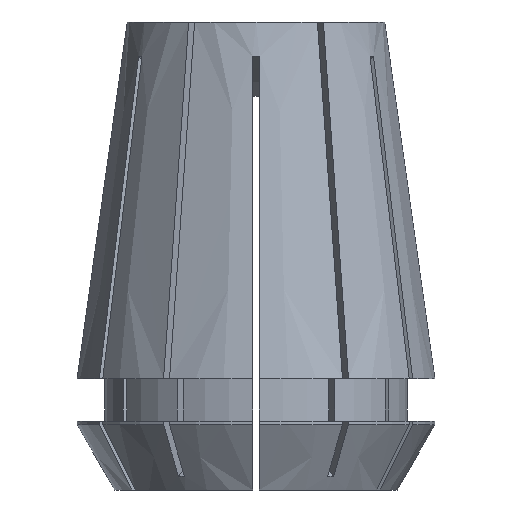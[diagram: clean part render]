
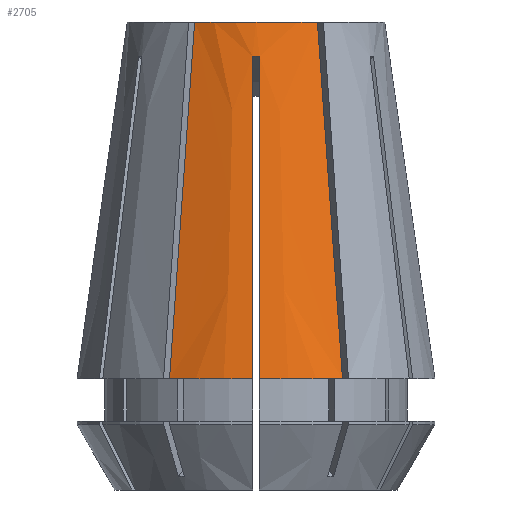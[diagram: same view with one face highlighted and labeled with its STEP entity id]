
A CAD part, front view. The second image highlights one B-rep face of the part: STEP entity #2705.
In plain terms, the highlighted conical face has half-angle 8 degrees and reference radius 13 mm.
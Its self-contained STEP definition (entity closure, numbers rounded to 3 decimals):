
#212 = VERTEX_POINT ( 'NONE', #4219 ) ;
#341 = B_SPLINE_CURVE_WITH_KNOTS ( 'NONE', 3,
 ( #3671, #4735, #1399, #1761, #2500, #1000, #3223 ),
 .UNSPECIFIED., .F., .F.,
 ( 4, 3, 4 ),
 ( 0., 0.016, 0.026 ),
 .UNSPECIFIED. ) ;
#476 = CARTESIAN_POINT ( 'NONE',  ( 0., 0., 0. ) ) ;
#544 = CARTESIAN_POINT ( 'NONE',  ( 0., 0., -25.9 ) ) ;
#626 = EDGE_CURVE ( 'NONE', #1764, #1645, #1916, .T. ) ;
#633 = AXIS2_PLACEMENT_3D ( 'NONE', #4778, #2552, #2942 ) ;
#681 = CARTESIAN_POINT ( 'NONE',  ( 4.843, -8.889, -5.424 ) ) ;
#728 = DIRECTION ( 'NONE',  ( 1., 0., 0. ) ) ;
#818 = CARTESIAN_POINT ( 'NONE',  ( 0.25, -11.902, -18.101 ) ) ;
#833 = EDGE_CURVE ( 'NONE', #1299, #2195, #341, .T. ) ;
#834 = CARTESIAN_POINT ( 'NONE',  ( 0.25, -12.998, -25.9 ) ) ;
#855 = AXIS2_PLACEMENT_3D ( 'NONE', #3175, #4320, #3558 ) ;
#930 = EDGE_CURVE ( 'NONE', #2759, #212, #2816, .T. ) ;
#938 = AXIS2_PLACEMENT_3D ( 'NONE', #476, #2098, #728 ) ;
#1000 = CARTESIAN_POINT ( 'NONE',  ( -6.057, -10.991, -22.691 ) ) ;
#1129 = EDGE_LOOP ( 'NONE', ( #1533, #3017, #3625, #2199, #2682, #1541, #2210, #1287 ) ) ;
#1143 = CARTESIAN_POINT ( 'NONE',  ( -0.083, -9.713, -2.499 ) ) ;
#1238 = DIRECTION ( 'NONE',  ( 0., 0., 1. ) ) ;
#1269 = CARTESIAN_POINT ( 'NONE',  ( 6.282, -11.382, -25.9 ) ) ;
#1287 = ORIENTED_EDGE ( 'NONE', *, *, #626, .T. ) ;
#1299 = VERTEX_POINT ( 'NONE', #2123 ) ;
#1399 = CARTESIAN_POINT ( 'NONE',  ( -5.225, -9.549, -10.849 ) ) ;
#1414 = EDGE_CURVE ( 'NONE', #2226, #1645, #3410, .T. ) ;
#1475 = CARTESIAN_POINT ( 'NONE',  ( 0.25, -9.709, -2.502 ) ) ;
#1510 = EDGE_CURVE ( 'NONE', #1764, #212, #4488, .T. ) ;
#1533 = ORIENTED_EDGE ( 'NONE', *, *, #1414, .F. ) ;
#1540 = CARTESIAN_POINT ( 'NONE',  ( 0.083, -9.713, -2.499 ) ) ;
#1541 = ORIENTED_EDGE ( 'NONE', *, *, #930, .T. ) ;
#1645 = VERTEX_POINT ( 'NONE', #1269 ) ;
#1761 = CARTESIAN_POINT ( 'NONE',  ( -5.606, -10.21, -16.273 ) ) ;
#1764 = VERTEX_POINT ( 'NONE', #2997 ) ;
#1769 = CARTESIAN_POINT ( 'NONE',  ( 5.831, -10.6, -19.482 ) ) ;
#1916 = CIRCLE ( 'NONE', #855, 13. ) ;
#2098 = DIRECTION ( 'NONE',  ( 0., 0., 1. ) ) ;
#2123 = CARTESIAN_POINT ( 'NONE',  ( -4.462, -8.228, 0. ) ) ;
#2195 = VERTEX_POINT ( 'NONE', #3400 ) ;
#2199 = ORIENTED_EDGE ( 'NONE', *, *, #4460, .T. ) ;
#2210 = ORIENTED_EDGE ( 'NONE', *, *, #1510, .F. ) ;
#2226 = VERTEX_POINT ( 'NONE', #3181 ) ;
#2305 = VERTEX_POINT ( 'NONE', #4031 ) ;
#2352 = CONICAL_SURFACE ( 'NONE', #633, 13., 0.14 ) ;
#2500 = CARTESIAN_POINT ( 'NONE',  ( -5.831, -10.6, -19.482 ) ) ;
#2529 = EDGE_CURVE ( 'NONE', #1299, #2226, #3533, .T. ) ;
#2552 = DIRECTION ( 'NONE',  ( 0., 0., -1. ) ) ;
#2589 = CARTESIAN_POINT ( 'NONE',  ( -0.25, -9.709, -2.502 ) ) ;
#2614 = CARTESIAN_POINT ( 'NONE',  ( -0.25, -11.902, -18.101 ) ) ;
#2682 = ORIENTED_EDGE ( 'NONE', *, *, #3569, .T. ) ;
#2705 = ADVANCED_FACE ( 'NONE', ( #4124 ), #2352, .T. ) ;
#2755 = B_SPLINE_CURVE_WITH_KNOTS ( 'NONE', 3,
 ( #4387, #2614, #3714, #2589 ),
 .UNSPECIFIED., .F., .F.,
 ( 4, 4 ),
 ( 0.018, 0.042 ),
 .UNSPECIFIED. ) ;
#2759 = VERTEX_POINT ( 'NONE', #4412 ) ;
#2816 = B_SPLINE_CURVE_WITH_KNOTS ( 'NONE', 3,
 ( #3748, #1143, #1540, #1475 ),
 .UNSPECIFIED., .F., .F.,
 ( 4, 4 ),
 ( 0., 0.001 ),
 .UNSPECIFIED. ) ;
#2942 = DIRECTION ( 'NONE',  ( -1., 0., 0. ) ) ;
#2953 = CIRCLE ( 'NONE', #3311, 13. ) ;
#2997 = CARTESIAN_POINT ( 'NONE',  ( 0.25, -12.998, -25.9 ) ) ;
#3017 = ORIENTED_EDGE ( 'NONE', *, *, #2529, .F. ) ;
#3175 = CARTESIAN_POINT ( 'NONE',  ( 0., 0., -25.9 ) ) ;
#3181 = CARTESIAN_POINT ( 'NONE',  ( 4.462, -8.228, 0. ) ) ;
#3223 = CARTESIAN_POINT ( 'NONE',  ( -6.282, -11.382, -25.9 ) ) ;
#3268 = CARTESIAN_POINT ( 'NONE',  ( 5.606, -10.21, -16.273 ) ) ;
#3295 = CARTESIAN_POINT ( 'NONE',  ( 4.462, -8.228, 0. ) ) ;
#3311 = AXIS2_PLACEMENT_3D ( 'NONE', #544, #1238, #4217 ) ;
#3319 = CARTESIAN_POINT ( 'NONE',  ( 6.057, -10.991, -22.691 ) ) ;
#3400 = CARTESIAN_POINT ( 'NONE',  ( -6.282, -11.382, -25.9 ) ) ;
#3410 = B_SPLINE_CURVE_WITH_KNOTS ( 'NONE', 3,
 ( #3295, #681, #4384, #3268, #1769, #3319, #4715 ),
 .UNSPECIFIED., .F., .F.,
 ( 4, 3, 4 ),
 ( 0., 0.016, 0.026 ),
 .UNSPECIFIED. ) ;
#3461 = CARTESIAN_POINT ( 'NONE',  ( 0.25, -9.709, -2.502 ) ) ;
#3533 = CIRCLE ( 'NONE', #938, 9.36 ) ;
#3558 = DIRECTION ( 'NONE',  ( 1., 0., 0. ) ) ;
#3569 = EDGE_CURVE ( 'NONE', #2305, #2759, #2755, .T. ) ;
#3625 = ORIENTED_EDGE ( 'NONE', *, *, #833, .T. ) ;
#3671 = CARTESIAN_POINT ( 'NONE',  ( -4.462, -8.228, 0. ) ) ;
#3714 = CARTESIAN_POINT ( 'NONE',  ( -0.25, -10.805, -10.301 ) ) ;
#3748 = CARTESIAN_POINT ( 'NONE',  ( -0.25, -9.709, -2.502 ) ) ;
#3774 = CARTESIAN_POINT ( 'NONE',  ( 0.25, -10.805, -10.301 ) ) ;
#4031 = CARTESIAN_POINT ( 'NONE',  ( -0.25, -12.998, -25.9 ) ) ;
#4124 = FACE_OUTER_BOUND ( 'NONE', #1129, .T. ) ;
#4217 = DIRECTION ( 'NONE',  ( 1., 0., 0. ) ) ;
#4219 = CARTESIAN_POINT ( 'NONE',  ( 0.25, -9.709, -2.502 ) ) ;
#4320 = DIRECTION ( 'NONE',  ( 0., 0., 1. ) ) ;
#4384 = CARTESIAN_POINT ( 'NONE',  ( 5.225, -9.549, -10.849 ) ) ;
#4387 = CARTESIAN_POINT ( 'NONE',  ( -0.25, -12.998, -25.9 ) ) ;
#4412 = CARTESIAN_POINT ( 'NONE',  ( -0.25, -9.709, -2.502 ) ) ;
#4460 = EDGE_CURVE ( 'NONE', #2195, #2305, #2953, .T. ) ;
#4488 = B_SPLINE_CURVE_WITH_KNOTS ( 'NONE', 3,
 ( #834, #818, #3774, #3461 ),
 .UNSPECIFIED., .F., .F.,
 ( 4, 4 ),
 ( 0.018, 0.042 ),
 .UNSPECIFIED. ) ;
#4715 = CARTESIAN_POINT ( 'NONE',  ( 6.282, -11.382, -25.9 ) ) ;
#4735 = CARTESIAN_POINT ( 'NONE',  ( -4.843, -8.889, -5.424 ) ) ;
#4778 = CARTESIAN_POINT ( 'NONE',  ( 0., 0., -25.9 ) ) ;
